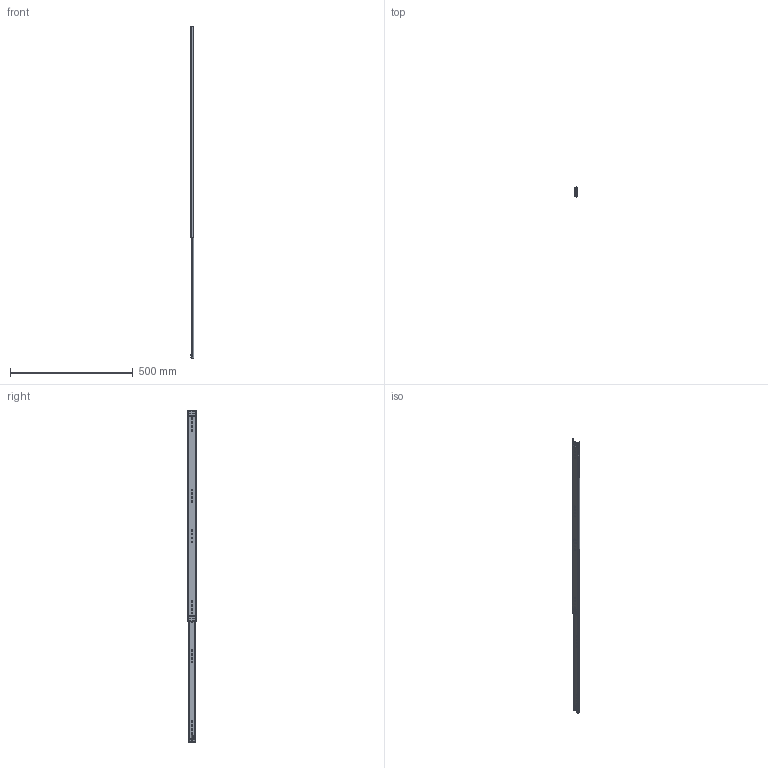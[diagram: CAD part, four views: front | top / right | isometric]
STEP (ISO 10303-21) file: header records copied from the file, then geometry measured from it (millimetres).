
FILE_DESCRIPTION (( 'STEP AP214' ), '1' );
FILE_NAME ('FR_5391.0864mm_34inch_open Rear.STEP', '2022-10-20T05:01:17', ( '' ), ( '' ), 'SwSTEP 2.0', 'SolidWorks 2020', '' );
FILE_SCHEMA (( 'AUTOMOTIVE_DESIGN' ));
Length unit declared in the file: millimetre
Products named in the file (7): 5391.XXX-01.T028_NL  864; 5391 Drawer Stop; 5391.XXX-03.T028_NL  864; 5391 CABINET GUIDE; FR_5391.0864mm_34inch_open Rear
Assembly tree (8 placements, depth 3):
  FR_5391.0864mm_34inch_open Rear
    5391.XXX-01.T028_NL  864
      5391.XXX-01.T028_NL  864
      5391 CABINET GUIDE  x2
    5391.XXX-03.T028_NL  864
      5391.XXX-03.T028_NL  864
      5391 Drawer Stop  x2
Bounding box: 13 x 39.6 x 1354 mm (x, y, z)
Volume: 167892.6 mm3; surface area: 177358.7 mm2
Topology: 6 solids, 6 shells, 373 faces, 977 edges, 608 vertices
Faces by surface type: cylinder 181, plane 180, bspline 8, sphere 4
Entity records: 10345 total; most frequent: CARTESIAN_POINT 1981, DIRECTION 1723, ORIENTED_EDGE 1666, EDGE_CURVE 833, AXIS2_PLACEMENT_3D 610, VERTEX_POINT 516, VECTOR 503, LINE 503
